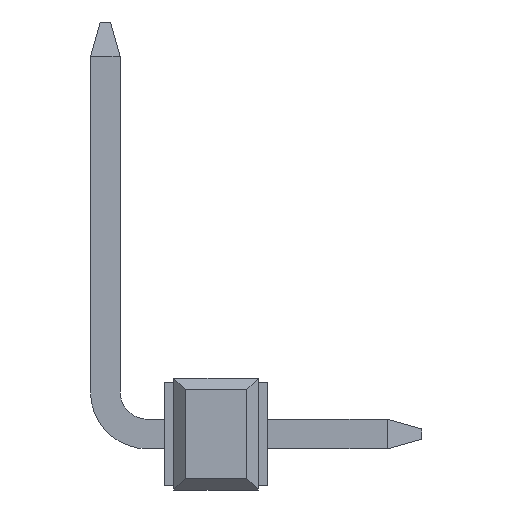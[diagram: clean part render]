
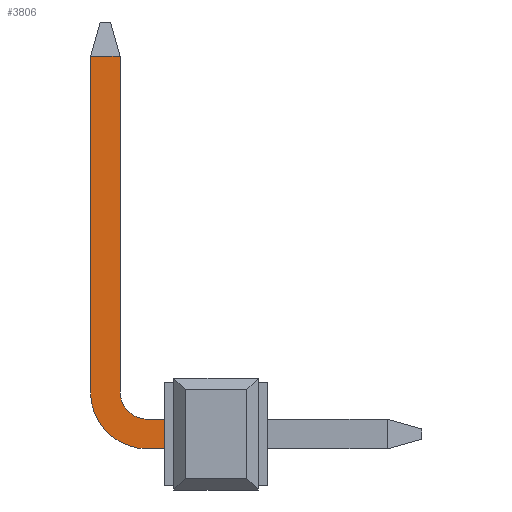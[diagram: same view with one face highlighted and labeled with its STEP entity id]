
A CAD part, left-side view. The second image highlights one B-rep face of the part: STEP entity #3806.
In plain terms, the highlighted planar face has unit normal (-1, 0, 0).
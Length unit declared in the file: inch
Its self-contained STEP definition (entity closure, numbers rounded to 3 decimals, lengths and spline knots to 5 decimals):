
#1197=DIRECTION('',(0.,1.,0.));
#1198=VECTOR('',#1197,0.026);
#1199=CARTESIAN_POINT('',(-0.163,0.084,0.331));
#1200=LINE('',#1199,#1198);
#1201=DIRECTION('',(0.,0.,-1.));
#1202=VECTOR('',#1201,0.294);
#1203=CARTESIAN_POINT('',(-0.163,0.084,0.331));
#1204=LINE('',#1203,#1202);
#1205=CARTESIAN_POINT('',(-0.163,0.06,0.037));
#1206=DIRECTION('',(-1.,0.,0.));
#1207=DIRECTION('',(0.,1.,0.));
#1208=AXIS2_PLACEMENT_3D('',#1205,#1206,#1207);
#1210=DIRECTION('',(0.,-1.,0.));
#1211=VECTOR('',#1210,0.015);
#1212=CARTESIAN_POINT('',(-0.163,0.06,0.013));
#1213=LINE('',#1212,#1211);
#1214=DIRECTION('',(0.,1.,0.));
#1215=VECTOR('',#1214,0.015);
#1216=CARTESIAN_POINT('',(-0.163,0.045,-0.013));
#1217=LINE('',#1216,#1215);
#1218=CARTESIAN_POINT('',(-0.163,0.06,0.037));
#1219=DIRECTION('',(1.,0.,0.));
#1220=DIRECTION('',(0.,0.,-1.));
#1221=AXIS2_PLACEMENT_3D('',#1218,#1219,#1220);
#1223=DIRECTION('',(0.,0.,1.));
#1224=VECTOR('',#1223,0.294);
#1225=CARTESIAN_POINT('',(-0.163,0.11,0.037));
#1226=LINE('',#1225,#1224);
#1295=DIRECTION('',(0.,0.,-1.));
#1296=VECTOR('',#1295,0.026);
#1297=CARTESIAN_POINT('',(-0.163,0.045,0.013));
#1298=LINE('',#1297,#1296);
#1921=CARTESIAN_POINT('',(-0.163,0.084,0.037));
#1922=CARTESIAN_POINT('',(-0.163,0.06,0.013));
#1923=VERTEX_POINT('',#1921);
#1924=VERTEX_POINT('',#1922);
#1925=CARTESIAN_POINT('',(-0.163,0.06,-0.013));
#1926=CARTESIAN_POINT('',(-0.163,0.11,0.037));
#1927=VERTEX_POINT('',#1925);
#1928=VERTEX_POINT('',#1926);
#1937=CARTESIAN_POINT('',(-0.163,0.045,0.013));
#1938=CARTESIAN_POINT('',(-0.163,0.045,-0.013));
#1939=VERTEX_POINT('',#1937);
#1940=VERTEX_POINT('',#1938);
#2022=CARTESIAN_POINT('',(-0.163,0.11,0.331));
#2024=VERTEX_POINT('',#2022);
#2029=CARTESIAN_POINT('',(-0.163,0.084,0.331));
#2030=VERTEX_POINT('',#2029);
#3783=CARTESIAN_POINT('',(-0.163,0.,0.));
#3784=DIRECTION('',(1.,0.,0.));
#3785=DIRECTION('',(0.,0.,-1.));
#3786=AXIS2_PLACEMENT_3D('',#3783,#3784,#3785);
#3787=PLANE('',#3786);
#3789=ORIENTED_EDGE('',*,*,#3788,.F.);
#3791=ORIENTED_EDGE('',*,*,#3790,.T.);
#3793=ORIENTED_EDGE('',*,*,#3792,.T.);
#3795=ORIENTED_EDGE('',*,*,#3794,.T.);
#3797=ORIENTED_EDGE('',*,*,#3796,.T.);
#3799=ORIENTED_EDGE('',*,*,#3798,.T.);
#3801=ORIENTED_EDGE('',*,*,#3800,.T.);
#3803=ORIENTED_EDGE('',*,*,#3802,.T.);
#3804=EDGE_LOOP('',(#3789,#3791,#3793,#3795,#3797,#3799,#3801,#3803));
#3805=FACE_OUTER_BOUND('',#3804,.F.);
#3806=ADVANCED_FACE('',(#3805),#3787,.F.);
#1209=CIRCLE('',#1208,0.024);
#1222=CIRCLE('',#1221,0.05);
#3788=EDGE_CURVE('',#2030,#2024,#1200,.T.);
#3790=EDGE_CURVE('',#2030,#1923,#1204,.T.);
#3792=EDGE_CURVE('',#1923,#1924,#1209,.T.);
#3794=EDGE_CURVE('',#1924,#1939,#1213,.T.);
#3796=EDGE_CURVE('',#1939,#1940,#1298,.T.);
#3798=EDGE_CURVE('',#1940,#1927,#1217,.T.);
#3800=EDGE_CURVE('',#1927,#1928,#1222,.T.);
#3802=EDGE_CURVE('',#1928,#2024,#1226,.T.);
